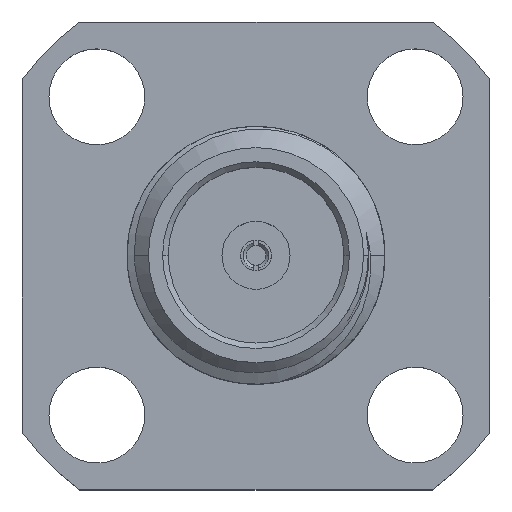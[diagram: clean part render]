
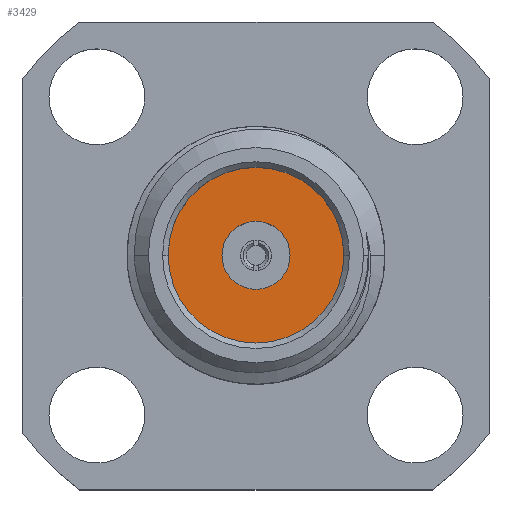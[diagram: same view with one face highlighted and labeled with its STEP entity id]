
A CAD part, top view. The second image highlights one B-rep face of the part: STEP entity #3429.
In plain terms, the highlighted planar face has unit normal (0, 0, 1).
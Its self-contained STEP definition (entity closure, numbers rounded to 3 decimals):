
#111 = CIRCLE ( 'NONE', #466, 2.385 ) ;
#466 = AXIS2_PLACEMENT_3D ( 'NONE', #1973, #3325, #5038 ) ;
#581 = FACE_OUTER_BOUND ( 'NONE', #2315, .T. ) ;
#734 = DIRECTION ( 'NONE',  ( 1., 0., 0. ) ) ;
#777 = ORIENTED_EDGE ( 'NONE', *, *, #3084, .F. ) ;
#931 = AXIS2_PLACEMENT_3D ( 'NONE', #5082, #2809, #1935 ) ;
#953 = EDGE_CURVE ( 'NONE', #3857, #3343, #3239, .T. ) ;
#1003 = CIRCLE ( 'NONE', #2542, 0.925 ) ;
#1048 = CARTESIAN_POINT ( 'NONE',  ( 0., 0., 20.95 ) ) ;
#1175 = ORIENTED_EDGE ( 'NONE', *, *, #4686, .F. ) ;
#1417 = DIRECTION ( 'NONE',  ( 1., 0., 0. ) ) ;
#1580 = CARTESIAN_POINT ( 'NONE',  ( 0., 0., 20.95 ) ) ;
#1808 = CARTESIAN_POINT ( 'NONE',  ( 2.385, 0., 20.95 ) ) ;
#1935 = DIRECTION ( 'NONE',  ( 1., 0., 0. ) ) ;
#1973 = CARTESIAN_POINT ( 'NONE',  ( 0., 0., 20.95 ) ) ;
#2041 = CARTESIAN_POINT ( 'NONE',  ( -2.385, 0., 20.95 ) ) ;
#2053 = CARTESIAN_POINT ( 'NONE',  ( 0.925, 0., 20.95 ) ) ;
#2054 = VERTEX_POINT ( 'NONE', #5089 ) ;
#2297 = CARTESIAN_POINT ( 'NONE',  ( 0., 0., 20.95 ) ) ;
#2315 = EDGE_LOOP ( 'NONE', ( #4361, #5484 ) ) ;
#2542 = AXIS2_PLACEMENT_3D ( 'NONE', #1580, #5473, #734 ) ;
#2809 = DIRECTION ( 'NONE',  ( 0., 0., 1. ) ) ;
#3084 = EDGE_CURVE ( 'NONE', #2054, #3604, #5069, .T. ) ;
#3185 = DIRECTION ( 'NONE',  ( 0., 0., 1. ) ) ;
#3239 = CIRCLE ( 'NONE', #3333, 2.385 ) ;
#3325 = DIRECTION ( 'NONE',  ( 0., 0., 1. ) ) ;
#3333 = AXIS2_PLACEMENT_3D ( 'NONE', #2297, #5356, #4439 ) ;
#3343 = VERTEX_POINT ( 'NONE', #1808 ) ;
#3429 = ADVANCED_FACE ( 'NONE', ( #5312, #581 ), #5286, .T. ) ;
#3516 = EDGE_CURVE ( 'NONE', #3343, #3857, #111, .T. ) ;
#3604 = VERTEX_POINT ( 'NONE', #2053 ) ;
#3857 = VERTEX_POINT ( 'NONE', #2041 ) ;
#4214 = EDGE_LOOP ( 'NONE', ( #777, #1175 ) ) ;
#4361 = ORIENTED_EDGE ( 'NONE', *, *, #3516, .T. ) ;
#4439 = DIRECTION ( 'NONE',  ( 1., 0., 0. ) ) ;
#4535 = AXIS2_PLACEMENT_3D ( 'NONE', #1048, #3185, #1417 ) ;
#4686 = EDGE_CURVE ( 'NONE', #3604, #2054, #1003, .T. ) ;
#5038 = DIRECTION ( 'NONE',  ( 1., 0., 0. ) ) ;
#5069 = CIRCLE ( 'NONE', #931, 0.925 ) ;
#5082 = CARTESIAN_POINT ( 'NONE',  ( 0., 0., 20.95 ) ) ;
#5089 = CARTESIAN_POINT ( 'NONE',  ( -0.925, 0., 20.95 ) ) ;
#5286 = PLANE ( 'NONE',  #4535 ) ;
#5312 = FACE_BOUND ( 'NONE', #4214, .T. ) ;
#5356 = DIRECTION ( 'NONE',  ( 0., 0., 1. ) ) ;
#5473 = DIRECTION ( 'NONE',  ( 0., 0., 1. ) ) ;
#5484 = ORIENTED_EDGE ( 'NONE', *, *, #953, .T. ) ;
